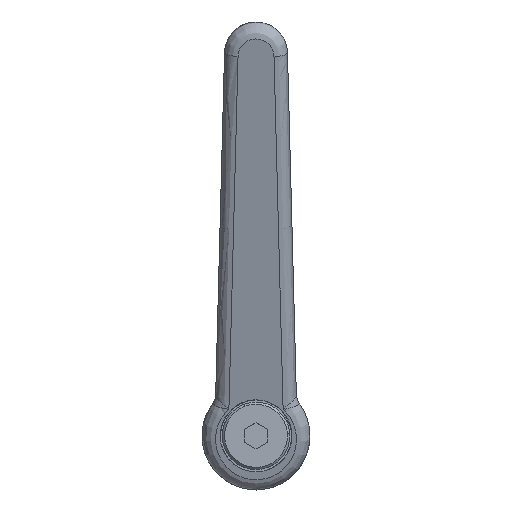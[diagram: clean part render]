
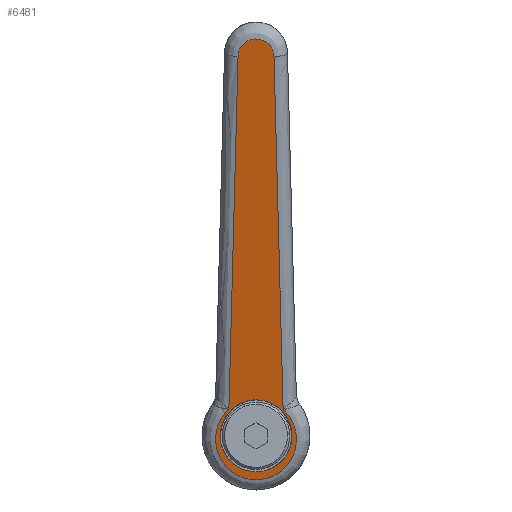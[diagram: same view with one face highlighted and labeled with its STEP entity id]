
A CAD part, top view. The second image highlights one B-rep face of the part: STEP entity #6481.
In plain terms, the highlighted free-form (B-spline) face has degree [1, 1] with [2, 2] control points.
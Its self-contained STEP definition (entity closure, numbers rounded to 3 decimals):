
#1636=CARTESIAN_POINT('',(-0.07,-8.,41.126));
#1637=VERTEX_POINT('',#1636);
#1643=CARTESIAN_POINT('',(8.,0.,43.299));
#1644=VERTEX_POINT('',#1643);
#1645=CARTESIAN_POINT('',(8.,0.,43.299));
#1646=CARTESIAN_POINT('',(8.,-8.0,43.299));
#1647=CARTESIAN_POINT('',(0.,-8.0,41.145));
#1648=CARTESIAN_POINT('',(-0.035,-8.0,41.136));
#1649=CARTESIAN_POINT('',(-0.07,-8.,41.126));
#1657=(BOUNDED_CURVE()B_SPLINE_CURVE(2,(#1645,#1646,#1647,#1648,#1649),.UNSPECIFIED.,.F.,.U.)B_SPLINE_CURVE_WITH_KNOTS((3,2,3),(0.5,0.75,0.752),.UNSPECIFIED.)CURVE()GEOMETRIC_REPRESENTATION_ITEM()RATIONAL_B_SPLINE_CURVE((1.0,0.707,1.0,0.998,0.996))REPRESENTATION_ITEM(''));
#1658=EDGE_CURVE('',#1644,#1637,#1657,.T.);
#1660=CARTESIAN_POINT('',(-1.328,7.889,40.788));
#1661=VERTEX_POINT('',#1660);
#1662=CARTESIAN_POINT('',(-1.328,7.889,40.788));
#1663=CARTESIAN_POINT('',(-0.668,8.0,40.965));
#1664=CARTESIAN_POINT('',(0.,8.0,41.145));
#1665=CARTESIAN_POINT('',(8.,8.0,43.299));
#1666=CARTESIAN_POINT('',(8.,0.,43.299));
#1674=(BOUNDED_CURVE()B_SPLINE_CURVE(2,(#1662,#1663,#1664,#1665,#1666),.UNSPECIFIED.,.F.,.U.)B_SPLINE_CURVE_WITH_KNOTS((3,2,3),(0.221,0.25,0.5),.UNSPECIFIED.)CURVE()GEOMETRIC_REPRESENTATION_ITEM()RATIONAL_B_SPLINE_CURVE((0.941,0.967,1.0,0.707,1.0))REPRESENTATION_ITEM(''));
#1675=EDGE_CURVE('',#1661,#1644,#1674,.T.);
#1719=CARTESIAN_POINT('',(-8.,0.0,38.991));
#1720=VERTEX_POINT('',#1719);
#1721=CARTESIAN_POINT('',(-8.,0.0,38.991));
#1722=CARTESIAN_POINT('',(-8.,6.766,38.991));
#1723=CARTESIAN_POINT('',(-1.328,7.889,40.788));
#1731=(BOUNDED_CURVE()B_SPLINE_CURVE(2,(#1721,#1722,#1723),.UNSPECIFIED.,.F.,.U.)B_SPLINE_CURVE_WITH_KNOTS((3,3),(0.0,0.221),.UNSPECIFIED.)CURVE()GEOMETRIC_REPRESENTATION_ITEM()RATIONAL_B_SPLINE_CURVE((1.0,0.741,0.941))REPRESENTATION_ITEM(''));
#1732=EDGE_CURVE('',#1720,#1661,#1731,.T.);
#1734=CARTESIAN_POINT('',(-0.07,-8.,41.126));
#1735=CARTESIAN_POINT('',(-8.,-7.93,38.991));
#1736=CARTESIAN_POINT('',(-8.,0.0,38.991));
#1744=(BOUNDED_CURVE()B_SPLINE_CURVE(2,(#1734,#1735,#1736),.UNSPECIFIED.,.F.,.U.)B_SPLINE_CURVE_WITH_KNOTS((3,3),(0.752,1.0),.UNSPECIFIED.)CURVE()GEOMETRIC_REPRESENTATION_ITEM()RATIONAL_B_SPLINE_CURVE((0.996,0.709,1.0))REPRESENTATION_ITEM(''));
#1745=EDGE_CURVE('',#1637,#1720,#1744,.T.);
#4716=CARTESIAN_POINT('',(5.9,6.032,42.734));
#4717=VERTEX_POINT('',#4716);
#5057=CARTESIAN_POINT('',(5.9,-6.032,42.734));
#5058=VERTEX_POINT('',#5057);
#5915=CARTESIAN_POINT('',(84.324,-3.999,63.848));
#5916=VERTEX_POINT('',#5915);
#5917=CARTESIAN_POINT('',(5.9,-6.032,42.734));
#5918=CARTESIAN_POINT('',(84.324,-3.999,63.848));
#5919=QUASI_UNIFORM_CURVE('',1,(#5917,#5918),.UNSPECIFIED.,.F.,.U.);
#5920=EDGE_CURVE('',#5058,#5916,#5919,.T.);
#6126=CARTESIAN_POINT('',(5.9,6.032,42.734));
#6127=CARTESIAN_POINT('',(1.758,10.619,41.619));
#6128=CARTESIAN_POINT('',(-4.011,8.4,40.065));
#6129=CARTESIAN_POINT('',(-9.78,6.181,38.512));
#6130=CARTESIAN_POINT('',(-9.78,0.,38.512));
#6131=CARTESIAN_POINT('',(-9.78,-6.181,38.512));
#6132=CARTESIAN_POINT('',(-4.011,-8.4,40.065));
#6133=CARTESIAN_POINT('',(1.758,-10.619,41.619));
#6134=CARTESIAN_POINT('',(5.9,-6.032,42.734));
#6142=(BOUNDED_CURVE()B_SPLINE_CURVE(2,(#6126,#6127,#6128,#6129,#6130,#6131,#6132,#6133,#6134),.UNSPECIFIED.,.F.,.U.)B_SPLINE_CURVE_WITH_KNOTS((3,2,2,2,3),(0.0,0.25,0.5,0.75,1.0),.UNSPECIFIED.)CURVE()GEOMETRIC_REPRESENTATION_ITEM()RATIONAL_B_SPLINE_CURVE((1.0,0.824,1.0,0.824,1.0,0.824,1.0,0.824,1.0))REPRESENTATION_ITEM(''));
#6143=EDGE_CURVE('',#4717,#5058,#6142,.T.);
#6231=CARTESIAN_POINT('',(84.324,3.999,63.848));
#6232=VERTEX_POINT('',#6231);
#6248=CARTESIAN_POINT('',(84.324,-3.999,63.848));
#6249=CARTESIAN_POINT('',(88.22,-3.898,64.897));
#6250=CARTESIAN_POINT('',(88.22,0.,64.897));
#6251=CARTESIAN_POINT('',(88.22,3.898,64.897));
#6252=CARTESIAN_POINT('',(84.324,3.999,63.848));
#6260=(BOUNDED_CURVE()B_SPLINE_CURVE(2,(#6248,#6249,#6250,#6251,#6252),.UNSPECIFIED.,.F.,.U.)B_SPLINE_CURVE_WITH_KNOTS((3,2,3),(0.0,0.5,1.0),.UNSPECIFIED.)CURVE()GEOMETRIC_REPRESENTATION_ITEM()RATIONAL_B_SPLINE_CURVE((1.0,0.716,1.0,0.716,1.0))REPRESENTATION_ITEM(''));
#6261=EDGE_CURVE('',#5916,#6232,#6260,.T.);
#6302=CARTESIAN_POINT('',(84.324,3.999,63.848));
#6303=CARTESIAN_POINT('',(5.9,6.032,42.734));
#6304=QUASI_UNIFORM_CURVE('',1,(#6302,#6303),.UNSPECIFIED.,.F.,.U.);
#6305=EDGE_CURVE('',#6232,#4717,#6304,.T.);
#6464=CARTESIAN_POINT('',(-14.675,-9.892,37.194));
#6465=CARTESIAN_POINT('',(93.115,-9.892,66.215));
#6466=CARTESIAN_POINT('',(-14.675,9.892,37.194));
#6467=CARTESIAN_POINT('',(93.115,9.892,66.215));
#6468=B_SPLINE_SURFACE_WITH_KNOTS('',1,1,((#6464,#6466),(#6465,#6467)),.UNSPECIFIED.,.F.,.F.,.U.,(2,2),(2,2),(0.0,111.628),(0.0,19.783),.UNSPECIFIED.);
#6469=ORIENTED_EDGE('',*,*,#5920,.T.);
#6470=ORIENTED_EDGE('',*,*,#6261,.T.);
#6471=ORIENTED_EDGE('',*,*,#6305,.T.);
#6472=ORIENTED_EDGE('',*,*,#6143,.T.);
#6473=EDGE_LOOP('',(#6469,#6470,#6471,#6472));
#6474=FACE_OUTER_BOUND('',#6473,.T.);
#6475=ORIENTED_EDGE('',*,*,#1658,.T.);
#6476=ORIENTED_EDGE('',*,*,#1745,.T.);
#6477=ORIENTED_EDGE('',*,*,#1732,.T.);
#6478=ORIENTED_EDGE('',*,*,#1675,.T.);
#6479=EDGE_LOOP('',(#6475,#6476,#6477,#6478));
#6480=FACE_BOUND('',#6479,.T.);
#6481=ADVANCED_FACE('',(#6474,#6480),#6468,.T.);
